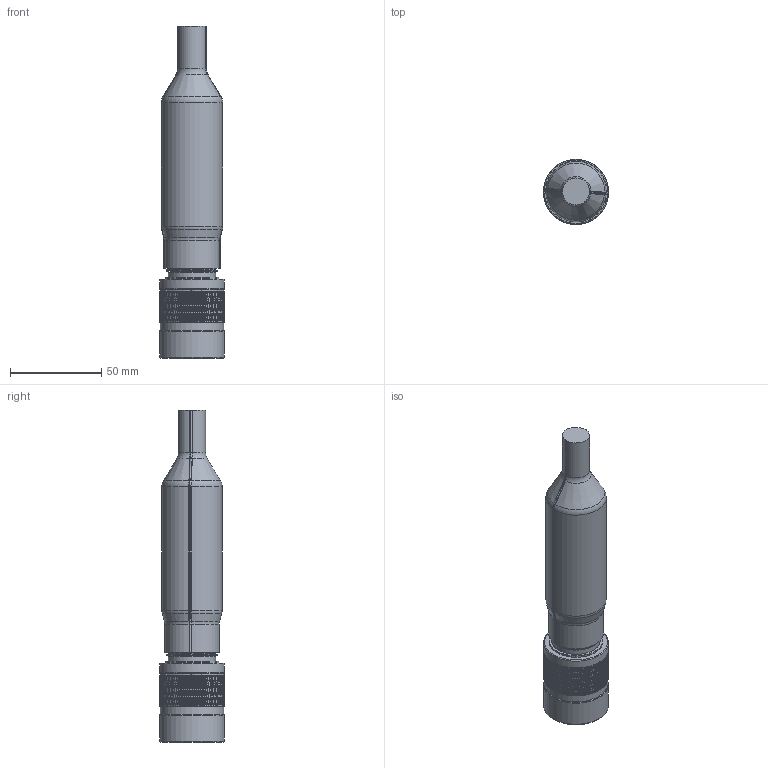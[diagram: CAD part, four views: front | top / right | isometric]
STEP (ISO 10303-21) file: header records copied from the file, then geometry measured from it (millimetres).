
FILE_DESCRIPTION(/* description */ (''),/* implementation_level */ '2;1');
FILE_NAME(/* name */ 'TrustLink MS OL Hybrid CCP M.stp',/* time_stamp */ '2024-01-04T15:48:12+01:00',/* author */ ('sh'),/* organization */ (''),/* preprocessor_version */ 'ST-DEVELOPER v19.2',/* originating_system */ 'Autodesk Inventor 2023',/* authorisation */ '');
FILE_SCHEMA (('AUTOMOTIVE_DESIGN { 1 0 10303 214 3 1 1 }'));
Length unit declared in the file: millimetre
Products named in the file (1): 10139575_RevC
Bounding box: 35.5 x 35.5 x 181.6 mm (x, y, z)
Volume: 112978.1 mm3; surface area: 33783.1 mm2
Topology: 3 solids, 5 shells, 3916 faces, 10316 edges, 6852 vertices
Faces by surface type: bspline 3185, cylinder 505, plane 162, torus 31, cone 27, sphere 6
Full cylindrical faces by diameter (mm): 1.016 x1, 1.02 x1, 1.1 x1, 1.587 x1, 1.59 x1, 1.63 x2, 1.8 x1, 1.83 x1, 2 x2, 2.781 x1, 2.832 x1, 2.87 x1, 2.97 x1, 3 x6, 3.95 x2, 4 x2, 4.17 x2, 4.95 x2, 5 x2, 15.65 x1, 15.85 x1, 23.42 x1, 23.6 x1, 25 x1, 26 x2, 26.5 x3, 27.51 x1, 29.5 x3, 30.2 x3, 31.2 x3
Entity records: 268600 total; most frequent: CARTESIAN_POINT 194371, ORIENTED_EDGE 20614, EDGE_CURVE 10307, B_SPLINE_CURVE_WITH_KNOTS 8790, VERTEX_POINT 6848, EDGE_LOOP 4365, FACE_OUTER_BOUND 3916, ADVANCED_FACE 3916
